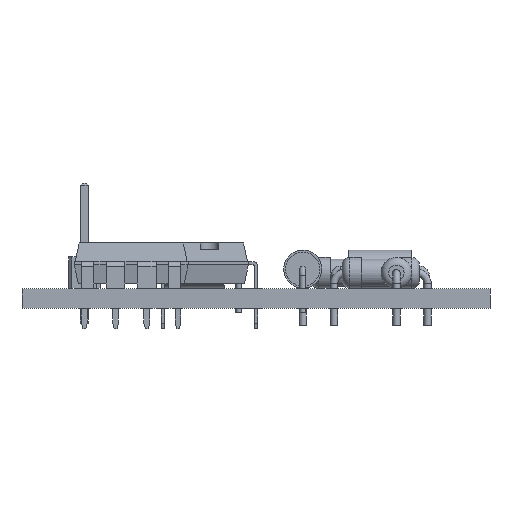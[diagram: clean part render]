
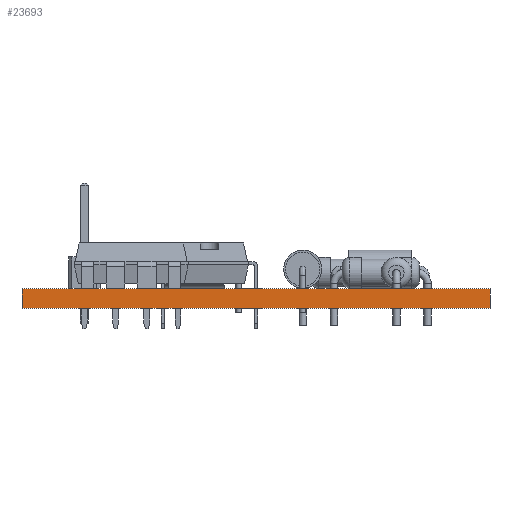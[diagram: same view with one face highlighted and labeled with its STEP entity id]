
A CAD part, front view. The second image highlights one B-rep face of the part: STEP entity #23693.
In plain terms, the highlighted planar face has unit normal (0, -1, 0).
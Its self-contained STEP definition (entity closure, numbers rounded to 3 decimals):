
#23693 = ADVANCED_FACE('',(#23694),#23708,.T.);
#23694 = FACE_BOUND('',#23695,.T.);
#23695 = EDGE_LOOP('',(#23696,#23731,#23759,#23787));
#23696 = ORIENTED_EDGE('',*,*,#23697,.T.);
#23697 = EDGE_CURVE('',#23698,#23700,#23702,.T.);
#23698 = VERTEX_POINT('',#23699);
#23699 = CARTESIAN_POINT('',(165.1,-121.92,0.));
#23700 = VERTEX_POINT('',#23701);
#23701 = CARTESIAN_POINT('',(165.1,-121.92,1.6));
#23702 = SURFACE_CURVE('',#23703,(#23707,#23719),.PCURVE_S1.);
#23703 = LINE('',#23704,#23705);
#23704 = CARTESIAN_POINT('',(165.1,-121.92,0.));
#23705 = VECTOR('',#23706,1.);
#23706 = DIRECTION('',(0.,0.,1.));
#23707 = PCURVE('',#23708,#23713);
#23708 = PLANE('',#23709);
#23709 = AXIS2_PLACEMENT_3D('',#23710,#23711,#23712);
#23710 = CARTESIAN_POINT('',(165.1,-121.92,0.));
#23711 = DIRECTION('',(0.,-1.,0.));
#23712 = DIRECTION('',(-1.,0.,0.));
#23713 = DEFINITIONAL_REPRESENTATION('',(#23714),#23718);
#23714 = LINE('',#23715,#23716);
#23715 = CARTESIAN_POINT('',(0.,-0.));
#23716 = VECTOR('',#23717,1.);
#23717 = DIRECTION('',(0.,-1.));
#23718 = ( GEOMETRIC_REPRESENTATION_CONTEXT(2) 
PARAMETRIC_REPRESENTATION_CONTEXT() REPRESENTATION_CONTEXT('2D SPACE',''
  ) );
#23719 = PCURVE('',#23720,#23725);
#23720 = PLANE('',#23721);
#23721 = AXIS2_PLACEMENT_3D('',#23722,#23723,#23724);
#23722 = CARTESIAN_POINT('',(165.1,-83.82,0.));
#23723 = DIRECTION('',(1.,0.,-0.));
#23724 = DIRECTION('',(0.,-1.,0.));
#23725 = DEFINITIONAL_REPRESENTATION('',(#23726),#23730);
#23726 = LINE('',#23727,#23728);
#23727 = CARTESIAN_POINT('',(38.1,0.));
#23728 = VECTOR('',#23729,1.);
#23729 = DIRECTION('',(0.,-1.));
#23730 = ( GEOMETRIC_REPRESENTATION_CONTEXT(2) 
PARAMETRIC_REPRESENTATION_CONTEXT() REPRESENTATION_CONTEXT('2D SPACE',''
  ) );
#23731 = ORIENTED_EDGE('',*,*,#23732,.T.);
#23732 = EDGE_CURVE('',#23700,#23733,#23735,.T.);
#23733 = VERTEX_POINT('',#23734);
#23734 = CARTESIAN_POINT('',(127.,-121.92,1.6));
#23735 = SURFACE_CURVE('',#23736,(#23740,#23747),.PCURVE_S1.);
#23736 = LINE('',#23737,#23738);
#23737 = CARTESIAN_POINT('',(165.1,-121.92,1.6));
#23738 = VECTOR('',#23739,1.);
#23739 = DIRECTION('',(-1.,0.,0.));
#23740 = PCURVE('',#23708,#23741);
#23741 = DEFINITIONAL_REPRESENTATION('',(#23742),#23746);
#23742 = LINE('',#23743,#23744);
#23743 = CARTESIAN_POINT('',(0.,-1.6));
#23744 = VECTOR('',#23745,1.);
#23745 = DIRECTION('',(1.,0.));
#23746 = ( GEOMETRIC_REPRESENTATION_CONTEXT(2) 
PARAMETRIC_REPRESENTATION_CONTEXT() REPRESENTATION_CONTEXT('2D SPACE',''
  ) );
#23747 = PCURVE('',#23748,#23753);
#23748 = PLANE('',#23749);
#23749 = AXIS2_PLACEMENT_3D('',#23750,#23751,#23752);
#23750 = CARTESIAN_POINT('',(146.05,-102.87,1.6));
#23751 = DIRECTION('',(-0.,-0.,-1.));
#23752 = DIRECTION('',(-1.,0.,0.));
#23753 = DEFINITIONAL_REPRESENTATION('',(#23754),#23758);
#23754 = LINE('',#23755,#23756);
#23755 = CARTESIAN_POINT('',(-19.05,-19.05));
#23756 = VECTOR('',#23757,1.);
#23757 = DIRECTION('',(1.,0.));
#23758 = ( GEOMETRIC_REPRESENTATION_CONTEXT(2) 
PARAMETRIC_REPRESENTATION_CONTEXT() REPRESENTATION_CONTEXT('2D SPACE',''
  ) );
#23759 = ORIENTED_EDGE('',*,*,#23760,.F.);
#23760 = EDGE_CURVE('',#23761,#23733,#23763,.T.);
#23761 = VERTEX_POINT('',#23762);
#23762 = CARTESIAN_POINT('',(127.,-121.92,0.));
#23763 = SURFACE_CURVE('',#23764,(#23768,#23775),.PCURVE_S1.);
#23764 = LINE('',#23765,#23766);
#23765 = CARTESIAN_POINT('',(127.,-121.92,0.));
#23766 = VECTOR('',#23767,1.);
#23767 = DIRECTION('',(0.,0.,1.));
#23768 = PCURVE('',#23708,#23769);
#23769 = DEFINITIONAL_REPRESENTATION('',(#23770),#23774);
#23770 = LINE('',#23771,#23772);
#23771 = CARTESIAN_POINT('',(38.1,0.));
#23772 = VECTOR('',#23773,1.);
#23773 = DIRECTION('',(0.,-1.));
#23774 = ( GEOMETRIC_REPRESENTATION_CONTEXT(2) 
PARAMETRIC_REPRESENTATION_CONTEXT() REPRESENTATION_CONTEXT('2D SPACE',''
  ) );
#23775 = PCURVE('',#23776,#23781);
#23776 = PLANE('',#23777);
#23777 = AXIS2_PLACEMENT_3D('',#23778,#23779,#23780);
#23778 = CARTESIAN_POINT('',(127.,-121.92,0.));
#23779 = DIRECTION('',(-1.,0.,0.));
#23780 = DIRECTION('',(0.,1.,0.));
#23781 = DEFINITIONAL_REPRESENTATION('',(#23782),#23786);
#23782 = LINE('',#23783,#23784);
#23783 = CARTESIAN_POINT('',(0.,0.));
#23784 = VECTOR('',#23785,1.);
#23785 = DIRECTION('',(0.,-1.));
#23786 = ( GEOMETRIC_REPRESENTATION_CONTEXT(2) 
PARAMETRIC_REPRESENTATION_CONTEXT() REPRESENTATION_CONTEXT('2D SPACE',''
  ) );
#23787 = ORIENTED_EDGE('',*,*,#23788,.F.);
#23788 = EDGE_CURVE('',#23698,#23761,#23789,.T.);
#23789 = SURFACE_CURVE('',#23790,(#23794,#23801),.PCURVE_S1.);
#23790 = LINE('',#23791,#23792);
#23791 = CARTESIAN_POINT('',(165.1,-121.92,0.));
#23792 = VECTOR('',#23793,1.);
#23793 = DIRECTION('',(-1.,0.,0.));
#23794 = PCURVE('',#23708,#23795);
#23795 = DEFINITIONAL_REPRESENTATION('',(#23796),#23800);
#23796 = LINE('',#23797,#23798);
#23797 = CARTESIAN_POINT('',(0.,-0.));
#23798 = VECTOR('',#23799,1.);
#23799 = DIRECTION('',(1.,0.));
#23800 = ( GEOMETRIC_REPRESENTATION_CONTEXT(2) 
PARAMETRIC_REPRESENTATION_CONTEXT() REPRESENTATION_CONTEXT('2D SPACE',''
  ) );
#23801 = PCURVE('',#23802,#23807);
#23802 = PLANE('',#23803);
#23803 = AXIS2_PLACEMENT_3D('',#23804,#23805,#23806);
#23804 = CARTESIAN_POINT('',(146.05,-102.87,0.));
#23805 = DIRECTION('',(-0.,-0.,-1.));
#23806 = DIRECTION('',(-1.,0.,0.));
#23807 = DEFINITIONAL_REPRESENTATION('',(#23808),#23812);
#23808 = LINE('',#23809,#23810);
#23809 = CARTESIAN_POINT('',(-19.05,-19.05));
#23810 = VECTOR('',#23811,1.);
#23811 = DIRECTION('',(1.,0.));
#23812 = ( GEOMETRIC_REPRESENTATION_CONTEXT(2) 
PARAMETRIC_REPRESENTATION_CONTEXT() REPRESENTATION_CONTEXT('2D SPACE',''
  ) );
